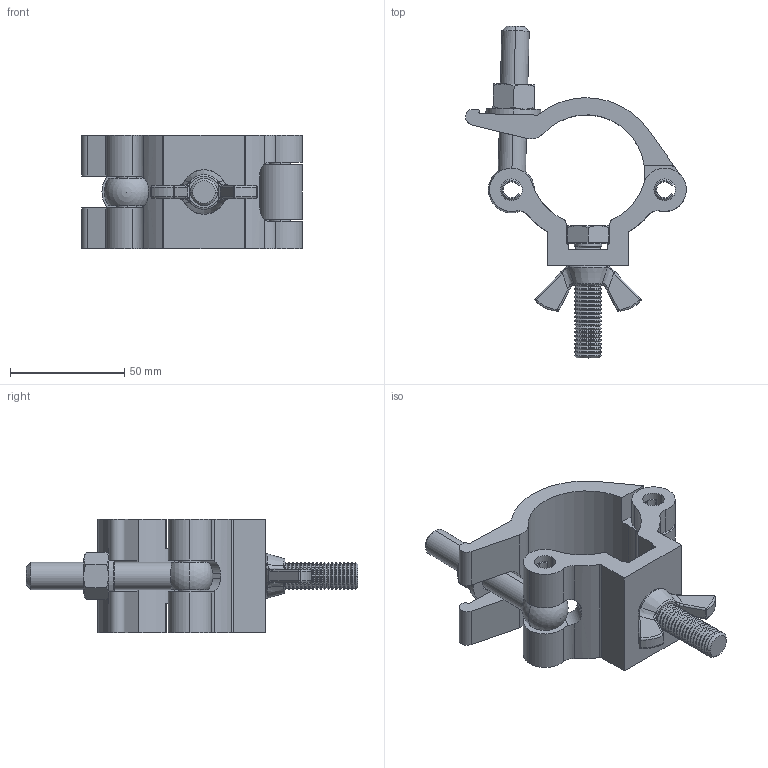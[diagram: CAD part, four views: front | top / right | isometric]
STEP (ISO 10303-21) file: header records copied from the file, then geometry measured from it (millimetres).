
FILE_DESCRIPTION (( 'STEP AP203' ), '1' );
FILE_NAME ('T58105 & T58106.STEP', '2018-08-08T11:25:12', ( '' ), ( '' ), 'SwSTEP 2.0', 'SolidWorks 2016', '' );
FILE_SCHEMA (( 'CONFIG_CONTROL_DESIGN' ));
Length unit declared in the file: millimetre
Products named in the file (12): Hex Nut Style 1 GradeAB_Doughty Fastners_Hexagon Nut ISO - 4032 - M12 - D - S; TH2006_TH2006 - 50MM WIDE; F883_DIN 315-M12-GT-C-N; TH640_TH640; TH566; Hex Bolt_ISO 4016 - M12 x 50 x 50-WS; F790; T78005; TH2005_TH2005 - 50MM WIDE; A Washer_Bright washer BS 4320 - M12 (Form A); TH257_TH257; T58105 & T58106
Assembly tree (12 placements, depth 3):
  T58105 & T58106
    TH640_TH640
      TH2006_TH2006 - 50MM WIDE
    TH257_TH257
      TH2005_TH2005 - 50MM WIDE
    F790  x2
    T78005
      TH566
      A Washer_Bright washer BS 4320 - M12 (Form A)
      Hex Nut Style 1 GradeAB_Doughty Fastners_Hexagon Nut ISO - 4032 - M12 - D - S
    Hex Bolt_ISO 4016 - M12 x 50 x 50-WS
    F883_DIN 315-M12-GT-C-N
Bounding box: 96.7 x 145.45 x 49.9 mm (x, y, z)
Volume: 111171.4 mm3; surface area: 47111.8 mm2
Topology: 9 solids, 9 shells, 481 faces, 1193 edges, 722 vertices
Faces by surface type: cone 184, cylinder 172, plane 78, bspline 28, sphere 11, torus 8
Entity records: 15936 total; most frequent: CARTESIAN_POINT 3467, DIRECTION 2540, ORIENTED_EDGE 2288, EDGE_CURVE 1144, AXIS2_PLACEMENT_3D 1049, VERTEX_POINT 696, CIRCLE 594, EDGE_LOOP 486
